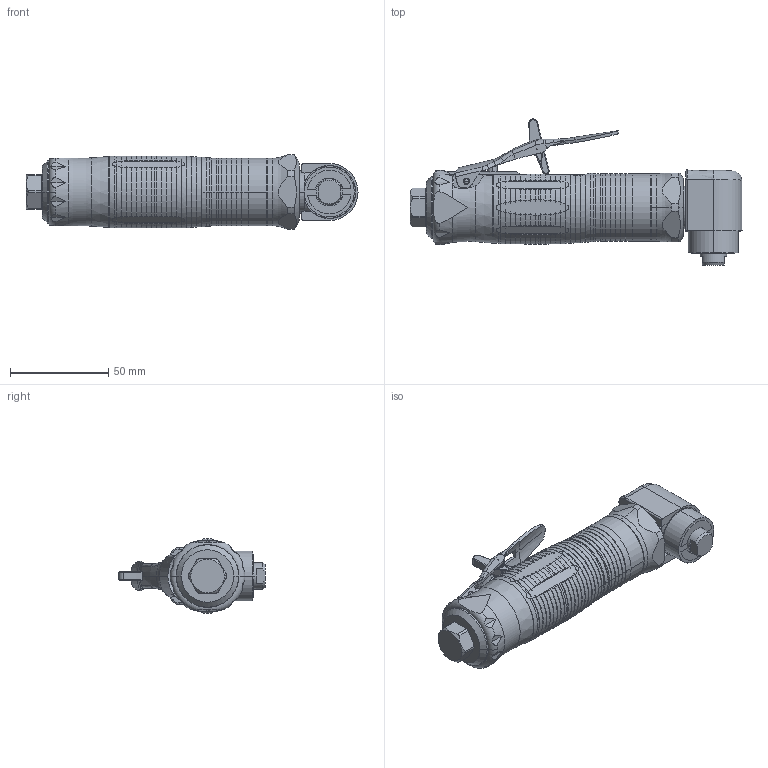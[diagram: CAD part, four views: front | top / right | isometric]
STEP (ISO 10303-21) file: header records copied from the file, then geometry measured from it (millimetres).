
FILE_DESCRIPTION((''),'2;1');
FILE_NAME('12LF280-32_SW0001','2017-03-24T',('A1X81'),(''),'CREO PARAMETRIC BY PTC INC, 2016050','CREO PARAMETRIC BY PTC INC, 2016050','');
FILE_SCHEMA(('CONFIG_CONTROL_DESIGN'));
Length unit declared in the file: inch
Products named in the file (1): 12LF280-32_SW0001
Bounding box: 168.91 x 74.35 x 38.1 mm (x, y, z)
Surface area: 35942.4 mm2 (no closed solid volume)
Topology: 0 solids, 21 shells, 636 faces, 1779 edges, 1145 vertices
Faces by surface type: bspline 215, plane 158, torus 135, cylinder 101, cone 17, sphere 8, extrusion 2
Entity records: 35802 total; most frequent: CARTESIAN_POINT 21626, ORIENTED_EDGE 3316, DIRECTION 2362, EDGE_CURVE 1773, VERTEX_POINT 1145, AXIS2_PLACEMENT_3D 1012, B_SPLINE_CURVE_WITH_KNOTS 846, EDGE_LOOP 636
